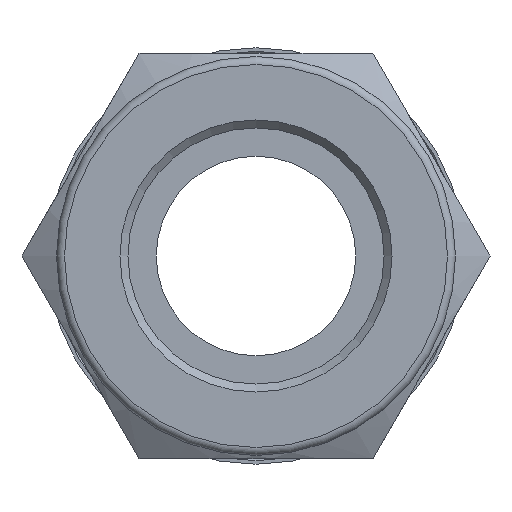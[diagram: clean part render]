
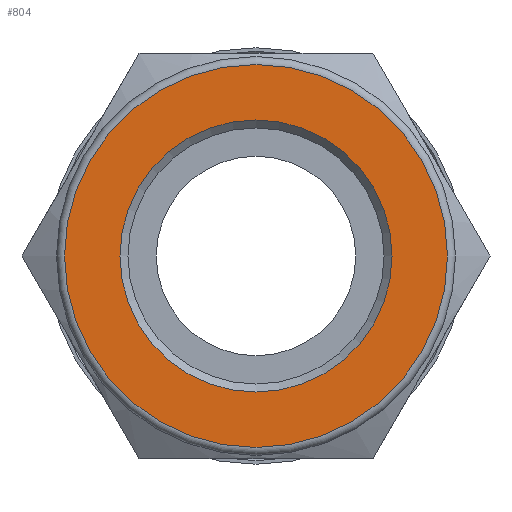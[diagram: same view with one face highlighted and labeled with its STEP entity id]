
A CAD part, left-side view. The second image highlights one B-rep face of the part: STEP entity #804.
In plain terms, the highlighted planar face has unit normal (-1, 0, 0).
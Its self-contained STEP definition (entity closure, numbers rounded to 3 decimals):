
#30=FACE_BOUND('',#192,.T.);
#52=CIRCLE('',#896,8.525);
#53=CIRCLE('',#898,12.);
#133=FACE_OUTER_BOUND('',#191,.T.);
#191=EDGE_LOOP('',(#625));
#192=EDGE_LOOP('',(#626));
#375=VERTEX_POINT('',#1407);
#376=VERTEX_POINT('',#1411);
#469=EDGE_CURVE('',#375,#375,#52,.T.);
#470=EDGE_CURVE('',#376,#376,#53,.T.);
#625=ORIENTED_EDGE('',*,*,#470,.F.);
#626=ORIENTED_EDGE('',*,*,#469,.T.);
#771=PLANE('',#897);
#804=ADVANCED_FACE('',(#133,#30),#771,.T.);
#896=AXIS2_PLACEMENT_3D('',#1409,#1057,#1058);
#897=AXIS2_PLACEMENT_3D('',#1410,#1059,#1060);
#898=AXIS2_PLACEMENT_3D('',#1412,#1061,#1062);
#1057=DIRECTION('center_axis',(1.,0.,0.));
#1058=DIRECTION('ref_axis',(0.,0.,-1.));
#1059=DIRECTION('center_axis',(-1.,0.,0.));
#1060=DIRECTION('ref_axis',(0.,0.,1.));
#1061=DIRECTION('center_axis',(1.,0.,0.));
#1062=DIRECTION('ref_axis',(0.,0.,-1.));
#1407=CARTESIAN_POINT('',(0.,-8.525,0.));
#1409=CARTESIAN_POINT('Origin',(0.,0.,
0.));
#1410=CARTESIAN_POINT('Origin',(0.,12.,0.));
#1411=CARTESIAN_POINT('',(0.,0.,12.));
#1412=CARTESIAN_POINT('Origin',(0.,0.,
0.));
